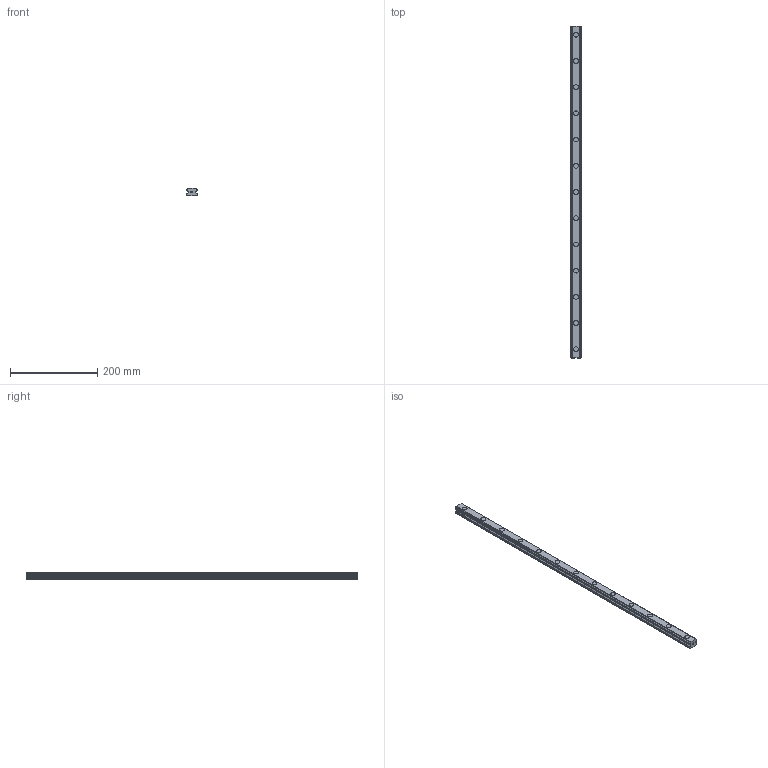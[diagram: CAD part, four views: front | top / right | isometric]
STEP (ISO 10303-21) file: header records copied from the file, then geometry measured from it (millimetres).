
FILE_DESCRIPTION(('STEP AP214'),'1');
FILE_NAME('cctmp_16C7256D-B0B1-42F6-935B-31049EC8795D_2021_02_09_15_41_58_0094..stp','2021-02-09T14:41:58',('HIWIN GmbH'),('CADClick - www.CADClick.com'),'Spatial InterOp 3D',' ','unknown authorization');
FILE_SCHEMA(('AUTOMOTIVE_DESIGN'));
Length unit declared in the file: millimetre
Products named in the file (1): EGR25R760C_FILE
Bounding box: 23 x 760 x 18 mm (x, y, z)
Volume: 261027.5 mm3; surface area: 71355 mm2
Topology: 1 solids, 1 shells, 261 faces, 687 edges, 458 vertices
Faces by surface type: plane 163, cylinder 98
Entity records: 10293 total; most frequent: DIRECTION 1511, CARTESIAN_POINT 1407, ORIENTED_EDGE 1374, EDGE_CURVE 687, AXIS2_PLACEMENT_3D 562, VERTEX_POINT 458, LINE 387, VECTOR 387
